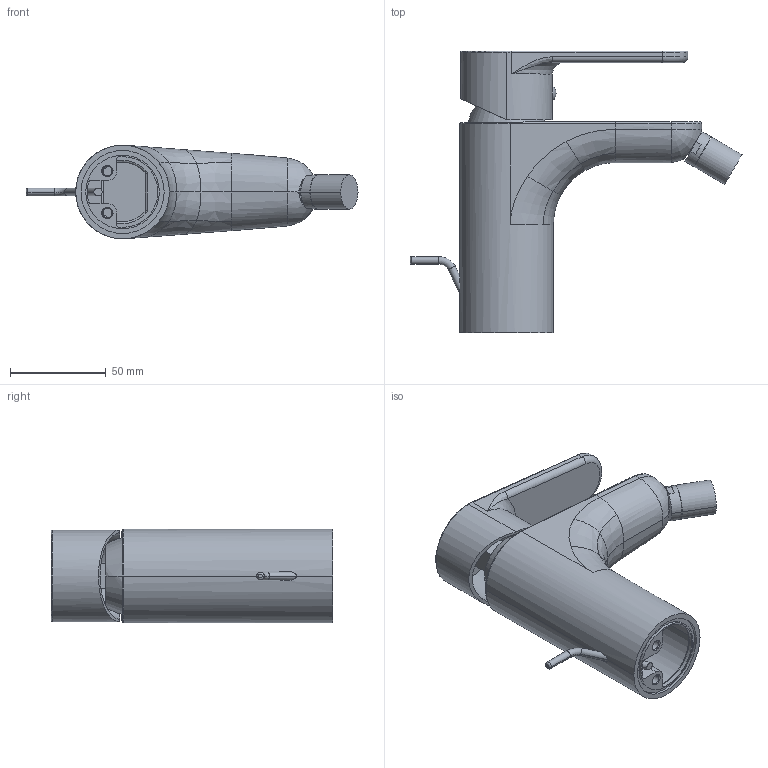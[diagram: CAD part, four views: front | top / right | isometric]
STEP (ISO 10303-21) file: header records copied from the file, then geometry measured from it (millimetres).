
FILE_DESCRIPTION((''),'2;1');
FILE_NAME('GR135CR','2021-01-14T13:02:14',('ut3'),('PAFFONI SpA'),'CREO PARAMETRIC BY PTC INC, 2020044','CREO PARAMETRIC BY PTC INC, 2020044','');
FILE_SCHEMA(('CONFIG_CONTROL_DESIGN','SHAPE_APPEARANCE_LAYERS_GROUPS'));
Length unit declared in the file: millimetre
Products named in the file (1): GR135CR
Bounding box: 173.82 x 147.5 x 49 mm (x, y, z)
Volume: 132611.2 mm3; surface area: 81820.8 mm2
Topology: 3 solids, 3 shells, 378 faces, 900 edges, 540 vertices
Faces by surface type: cylinder 132, plane 93, bspline 88, torus 38, cone 12, sphere 8, extrusion 7
Entity records: 20779 total; most frequent: CARTESIAN_POINT 9881, ORIENTED_EDGE 1792, DIRECTION 1569, EDGE_CURVE 896, AXIS2_PLACEMENT_3D 630, VERTEX_POINT 540, EDGE_LOOP 412, PRESENTATION_STYLE_ASSIGNMENT 384
